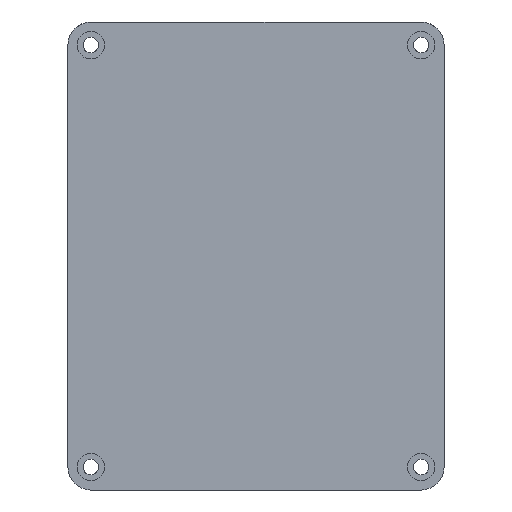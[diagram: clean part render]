
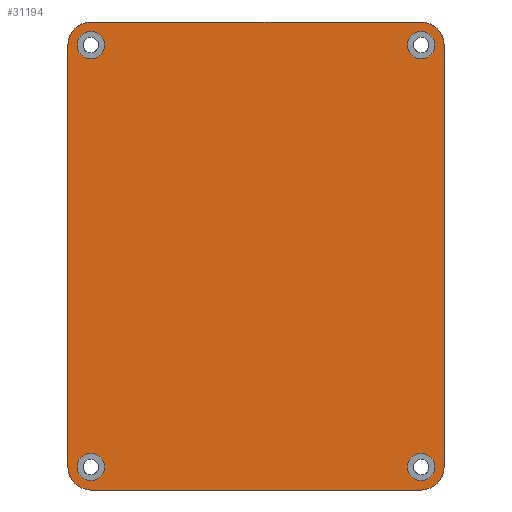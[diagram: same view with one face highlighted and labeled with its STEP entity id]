
A CAD part, front view. The second image highlights one B-rep face of the part: STEP entity #31194.
In plain terms, the highlighted planar face has unit normal (0, -1, 0).
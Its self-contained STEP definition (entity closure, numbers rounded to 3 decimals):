
#1713=FACE_BOUND('',#5880,.T.);
#1714=FACE_BOUND('',#5881,.T.);
#1715=FACE_BOUND('',#5882,.T.);
#1716=FACE_BOUND('',#5883,.T.);
#2287=CIRCLE('',#33520,5.);
#2295=CIRCLE('',#33531,5.);
#2296=CIRCLE('',#33533,5.);
#2297=CIRCLE('',#33536,5.);
#2299=CIRCLE('',#33545,3.);
#2301=CIRCLE('',#33548,3.);
#2303=CIRCLE('',#33551,3.);
#2305=CIRCLE('',#33554,3.);
#3986=FACE_OUTER_BOUND('',#5879,.T.);
#5879=EDGE_LOOP('',(#27875,#27876,#27877,#27878,#27879,#27880,#27881,#27882));
#5880=EDGE_LOOP('',(#27883));
#5881=EDGE_LOOP('',(#27884));
#5882=EDGE_LOOP('',(#27885));
#5883=EDGE_LOOP('',(#27886));
#9075=LINE('',#52384,#12354);
#9083=LINE('',#52403,#12362);
#9103=LINE('',#52461,#12382);
#9104=LINE('',#52463,#12383);
#12354=VECTOR('',#40803,10.);
#12362=VECTOR('',#40821,10.);
#12382=VECTOR('',#40887,10.);
#12383=VECTOR('',#40890,10.);
#15201=VERTEX_POINT('',#52339);
#15202=VERTEX_POINT('',#52341);
#15221=VERTEX_POINT('',#52383);
#15224=VERTEX_POINT('',#52392);
#15225=VERTEX_POINT('',#52396);
#15226=VERTEX_POINT('',#52398);
#15227=VERTEX_POINT('',#52402);
#15228=VERTEX_POINT('',#52406);
#15236=VERTEX_POINT('',#52436);
#15238=VERTEX_POINT('',#52442);
#15240=VERTEX_POINT('',#52448);
#15242=VERTEX_POINT('',#52454);
#19429=EDGE_CURVE('',#15201,#15202,#2287,.T.);
#19450=EDGE_CURVE('',#15221,#15202,#9075,.T.);
#19455=EDGE_CURVE('',#15221,#15224,#2295,.T.);
#19458=EDGE_CURVE('',#15225,#15226,#2296,.T.);
#19460=EDGE_CURVE('',#15227,#15226,#9083,.T.);
#19462=EDGE_CURVE('',#15227,#15228,#2297,.T.);
#19478=EDGE_CURVE('',#15236,#15236,#2299,.T.);
#19481=EDGE_CURVE('',#15238,#15238,#2301,.T.);
#19484=EDGE_CURVE('',#15240,#15240,#2303,.T.);
#19487=EDGE_CURVE('',#15242,#15242,#2305,.T.);
#19489=EDGE_CURVE('',#15225,#15224,#9103,.T.);
#19490=EDGE_CURVE('',#15201,#15228,#9104,.T.);
#27875=ORIENTED_EDGE('',*,*,#19429,.F.);
#27876=ORIENTED_EDGE('',*,*,#19490,.T.);
#27877=ORIENTED_EDGE('',*,*,#19462,.F.);
#27878=ORIENTED_EDGE('',*,*,#19460,.T.);
#27879=ORIENTED_EDGE('',*,*,#19458,.F.);
#27880=ORIENTED_EDGE('',*,*,#19489,.T.);
#27881=ORIENTED_EDGE('',*,*,#19455,.F.);
#27882=ORIENTED_EDGE('',*,*,#19450,.T.);
#27883=ORIENTED_EDGE('',*,*,#19484,.F.);
#27884=ORIENTED_EDGE('',*,*,#19481,.F.);
#27885=ORIENTED_EDGE('',*,*,#19487,.F.);
#27886=ORIENTED_EDGE('',*,*,#19478,.F.);
#29551=PLANE('',#33559);
#31194=ADVANCED_FACE('',(#3986,#1713,#1714,#1715,#1716),#29551,.F.);
#33520=AXIS2_PLACEMENT_3D('',#52342,#40770,#40771);
#33531=AXIS2_PLACEMENT_3D('',#52393,#40810,#40811);
#33533=AXIS2_PLACEMENT_3D('',#52399,#40816,#40817);
#33536=AXIS2_PLACEMENT_3D('',#52407,#40825,#40826);
#33545=AXIS2_PLACEMENT_3D('',#52438,#40857,#40858);
#33548=AXIS2_PLACEMENT_3D('',#52444,#40864,#40865);
#33551=AXIS2_PLACEMENT_3D('',#52450,#40871,#40872);
#33554=AXIS2_PLACEMENT_3D('',#52456,#40878,#40879);
#33559=AXIS2_PLACEMENT_3D('',#52464,#40891,#40892);
#40770=DIRECTION('center_axis',(0.,1.,0.));
#40771=DIRECTION('ref_axis',(0.707,0.,-0.707));
#40803=DIRECTION('',(1.,0.,0.));
#40810=DIRECTION('center_axis',(0.,1.,0.));
#40811=DIRECTION('ref_axis',(-0.707,0.,-0.707));
#40816=DIRECTION('center_axis',(0.,1.,0.));
#40817=DIRECTION('ref_axis',(-0.707,0.,0.707));
#40821=DIRECTION('',(-1.,0.,0.));
#40825=DIRECTION('center_axis',(0.,1.,0.));
#40826=DIRECTION('ref_axis',(0.707,0.,0.707));
#40857=DIRECTION('center_axis',(0.,-1.,0.));
#40858=DIRECTION('ref_axis',(1.,0.,0.));
#40864=DIRECTION('center_axis',(0.,-1.,0.));
#40865=DIRECTION('ref_axis',(1.,0.,0.));
#40871=DIRECTION('center_axis',(0.,-1.,0.));
#40872=DIRECTION('ref_axis',(1.,0.,0.));
#40878=DIRECTION('center_axis',(0.,-1.,0.));
#40879=DIRECTION('ref_axis',(1.,0.,0.));
#40887=DIRECTION('',(0.,0.,-1.));
#40890=DIRECTION('',(0.,0.,1.));
#40891=DIRECTION('center_axis',(0.,1.,0.));
#40892=DIRECTION('ref_axis',(1.,0.,0.));
#52339=CARTESIAN_POINT('',(50.583,0.,-38.007));
#52341=CARTESIAN_POINT('',(45.583,0.,-43.007));
#52342=CARTESIAN_POINT('Origin',(45.583,0.,-38.007));
#52383=CARTESIAN_POINT('',(-26.417,0.,-43.007));
#52384=CARTESIAN_POINT('',(-31.417,0.,-43.007));
#52392=CARTESIAN_POINT('',(-31.417,0.,-38.007));
#52393=CARTESIAN_POINT('Origin',(-26.417,0.,-38.007));
#52396=CARTESIAN_POINT('',(-31.417,0.,53.993));
#52398=CARTESIAN_POINT('',(-26.417,0.,58.993));
#52399=CARTESIAN_POINT('Origin',(-26.417,0.,53.993));
#52402=CARTESIAN_POINT('',(45.583,0.,58.993));
#52403=CARTESIAN_POINT('',(50.583,0.,58.993));
#52406=CARTESIAN_POINT('',(50.583,0.,53.993));
#52407=CARTESIAN_POINT('Origin',(45.583,0.,53.993));
#52436=CARTESIAN_POINT('',(42.583,0.,-38.007));
#52438=CARTESIAN_POINT('Origin',(45.583,0.,-38.007));
#52442=CARTESIAN_POINT('',(-29.417,0.,-38.007));
#52444=CARTESIAN_POINT('Origin',(-26.417,0.,-38.007));
#52448=CARTESIAN_POINT('',(-29.417,0.,53.993));
#52450=CARTESIAN_POINT('Origin',(-26.417,0.,53.993));
#52454=CARTESIAN_POINT('',(42.583,0.,53.993));
#52456=CARTESIAN_POINT('Origin',(45.583,0.,53.993));
#52461=CARTESIAN_POINT('',(-31.417,0.,58.993));
#52463=CARTESIAN_POINT('',(50.583,0.,-43.007));
#52464=CARTESIAN_POINT('Origin',(9.583,0.,7.993));
